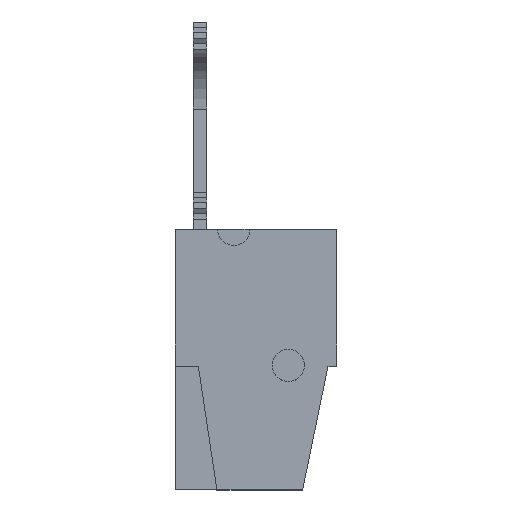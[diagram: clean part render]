
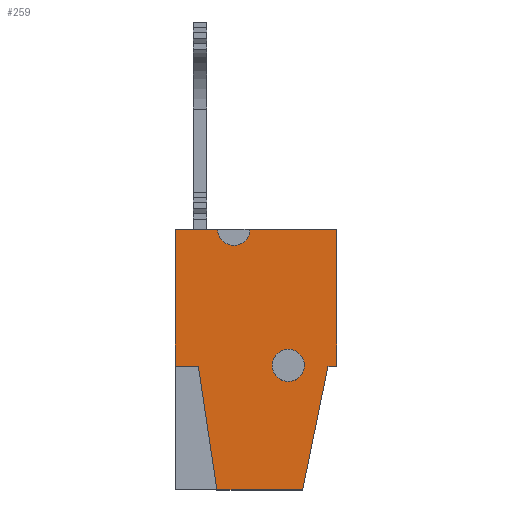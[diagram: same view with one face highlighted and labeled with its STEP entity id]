
A CAD part, top view. The second image highlights one B-rep face of the part: STEP entity #259.
In plain terms, the highlighted planar face has unit normal (0, 0, 1).
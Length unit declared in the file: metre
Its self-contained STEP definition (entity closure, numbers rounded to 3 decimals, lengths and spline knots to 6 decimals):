
#259=ADVANCED_FACE('',(#736,#737),#738,.F.);
#736=FACE_BOUND('',#1454,.T.);
#737=FACE_OUTER_BOUND('',#1455,.T.);
#738=PLANE('',#1456);
#1454=EDGE_LOOP('',(#2181));
#1455=EDGE_LOOP('',(#2182,#2183,#2184,#2185,#2186,#2187,#2188,#2189,#2190,#2191));
#1456=AXIS2_PLACEMENT_3D('',#2192,#2193,#2194);
#2181=ORIENTED_EDGE('',*,*,#4277,.T.);
#2182=ORIENTED_EDGE('',*,*,#4278,.F.);
#2183=ORIENTED_EDGE('',*,*,#4279,.T.);
#2184=ORIENTED_EDGE('',*,*,#4280,.T.);
#2185=ORIENTED_EDGE('',*,*,#4281,.T.);
#2186=ORIENTED_EDGE('',*,*,#4282,.T.);
#2187=ORIENTED_EDGE('',*,*,#4283,.T.);
#2188=ORIENTED_EDGE('',*,*,#4284,.T.);
#2189=ORIENTED_EDGE('',*,*,#4285,.T.);
#2190=ORIENTED_EDGE('',*,*,#4286,.F.);
#2191=ORIENTED_EDGE('',*,*,#4287,.T.);
#2192=CARTESIAN_POINT('',(0.042006,-0.064577,0.1525));
#2193=DIRECTION('',(0.,0.0,-1.0));
#2194=DIRECTION('',(-1.0,0.0,0.));
#4277=EDGE_CURVE('',#5114,#5114,#5115,.T.);
#4278=EDGE_CURVE('',#5116,#5117,#5118,.F.);
#4279=EDGE_CURVE('',#5116,#5119,#5120,.T.);
#4280=EDGE_CURVE('',#5119,#5121,#5122,.T.);
#4281=EDGE_CURVE('',#5121,#5123,#5124,.T.);
#4282=EDGE_CURVE('',#5123,#5125,#5126,.T.);
#4283=EDGE_CURVE('',#5125,#5127,#5128,.T.);
#4284=EDGE_CURVE('',#5127,#5129,#5130,.T.);
#4285=EDGE_CURVE('',#5129,#5131,#5132,.T.);
#4286=EDGE_CURVE('',#5133,#5131,#5134,.T.);
#4287=EDGE_CURVE('',#5133,#5117,#5135,.T.);
#5114=VERTEX_POINT('',#6345);
#5115=CIRCLE('',#6346,0.00095);
#5116=VERTEX_POINT('',#6347);
#5117=VERTEX_POINT('',#6348);
#5118=CIRCLE('',#6349,0.00095);
#5119=VERTEX_POINT('',#6350);
#5120=LINE('',#6351,#6352);
#5121=VERTEX_POINT('',#6353);
#5122=LINE('',#6354,#6355);
#5123=VERTEX_POINT('',#6356);
#5124=LINE('',#6357,#6358);
#5125=VERTEX_POINT('',#6359);
#5126=LINE('',#6360,#6361);
#5127=VERTEX_POINT('',#6362);
#5128=LINE('',#6363,#6364);
#5129=VERTEX_POINT('',#6365);
#5130=LINE('',#6366,#6367);
#5131=VERTEX_POINT('',#6368);
#5132=LINE('',#6369,#6370);
#5133=VERTEX_POINT('',#6371);
#5134=LINE('',#6372,#6373);
#5135=LINE('',#6374,#6375);
#6345=CARTESIAN_POINT('',(0.030686,-0.047577,0.1525));
#6346=AXIS2_PLACEMENT_3D('',#8066,#8067,#8068);
#6347=CARTESIAN_POINT('',(0.027486,-0.039577,0.1525));
#6348=CARTESIAN_POINT('',(0.029386,-0.039577,0.1525));
#6349=AXIS2_PLACEMENT_3D('',#8069,#8070,#8071);
#6350=CARTESIAN_POINT('',(0.024986,-0.039577,0.1525));
#6351=CARTESIAN_POINT('',(0.013006,-0.039577,0.1525));
#6352=VECTOR('',#8072,1.0);
#6353=CARTESIAN_POINT('',(0.024986,-0.047617,0.1525));
#6354=CARTESIAN_POINT('',(0.024986,-0.064577,0.1525));
#6355=VECTOR('',#8073,1.0);
#6356=CARTESIAN_POINT('',(0.026346,-0.047617,0.1525));
#6357=CARTESIAN_POINT('',(0.042006,-0.047617,0.1525));
#6358=VECTOR('',#8074,1.0);
#6359=CARTESIAN_POINT('',(0.027434,-0.054877,0.1525));
#6360=CARTESIAN_POINT('',(0.029176,-0.0665,0.1525));
#6361=VECTOR('',#8075,1.0);
#6362=CARTESIAN_POINT('',(0.032482,-0.054877,0.1525));
#6363=CARTESIAN_POINT('',(0.042006,-0.054877,0.1525));
#6364=VECTOR('',#8076,1.0);
#6365=CARTESIAN_POINT('',(0.033966,-0.047617,0.1525));
#6366=CARTESIAN_POINT('',(0.030961,-0.06232,0.1525));
#6367=VECTOR('',#8077,1.0);
#6368=CARTESIAN_POINT('',(0.034486,-0.047617,0.1525));
#6369=CARTESIAN_POINT('',(0.042006,-0.047617,0.1525));
#6370=VECTOR('',#8078,1.0);
#6371=CARTESIAN_POINT('',(0.034486,-0.039577,0.1525));
#6372=CARTESIAN_POINT('',(0.034486,-0.064577,0.1525));
#6373=VECTOR('',#8079,1.0);
#6374=CARTESIAN_POINT('',(0.013006,-0.039577,0.1525));
#6375=VECTOR('',#8080,1.0);
#8066=CARTESIAN_POINT('',(0.031636,-0.047577,0.1525));
#8067=DIRECTION('',(0.,0.0,-1.0));
#8068=DIRECTION('',(-1.0,0.0,0.));
#8069=CARTESIAN_POINT('',(0.028436,-0.039577,0.1525));
#8070=DIRECTION('',(0.,0.0,-1.0));
#8071=DIRECTION('',(-1.0,0.0,0.));
#8072=DIRECTION('',(-1.0,0.0,0.));
#8073=DIRECTION('',(0.0,-1.0,0.0));
#8074=DIRECTION('',(1.0,0.0,0.));
#8075=DIRECTION('',(0.148,-0.989,0.));
#8076=DIRECTION('',(1.0,0.0,0.));
#8077=DIRECTION('',(0.2,0.98,0.));
#8078=DIRECTION('',(1.0,0.0,0.));
#8079=DIRECTION('',(0.0,-1.0,0.0));
#8080=DIRECTION('',(-1.0,0.0,0.));
